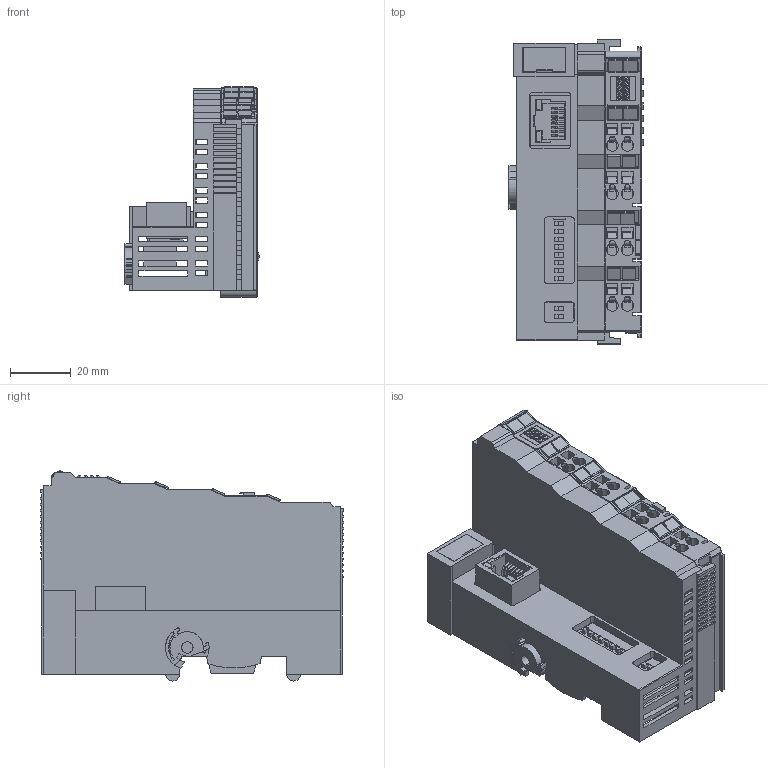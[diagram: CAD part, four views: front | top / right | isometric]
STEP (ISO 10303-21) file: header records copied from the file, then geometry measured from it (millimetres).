
FILE_DESCRIPTION (( 'STEP AP214' ), '1' );
FILE_NAME ('PX-EIP1.STEP', '2017-07-05T22:57:10', ( '' ), ( '' ), 'SwSTEP 2.0', 'SolidWorks 2016', '' );
FILE_SCHEMA (( 'AUTOMOTIVE_DESIGN' ));
Length unit declared in the file: millimetre
Products named in the file (1): PX-EIP1
Bounding box: 44.25 x 100.25 x 69.31 mm (x, y, z)
Volume: 79550.4 mm3; surface area: 73155 mm2
Topology: 45 solids, 45 shells, 2099 faces, 6036 edges, 3942 vertices
Faces by surface type: plane 1570, cylinder 421, bspline 48, torus 44, sphere 16
Entity records: 73454 total; most frequent: CARTESIAN_POINT 12784, ORIENTED_EDGE 12040, DIRECTION 11136, EDGE_CURVE 6020, LINE 4866, VECTOR 4866, VERTEX_POINT 3940, AXIS2_PLACEMENT_3D 3135
